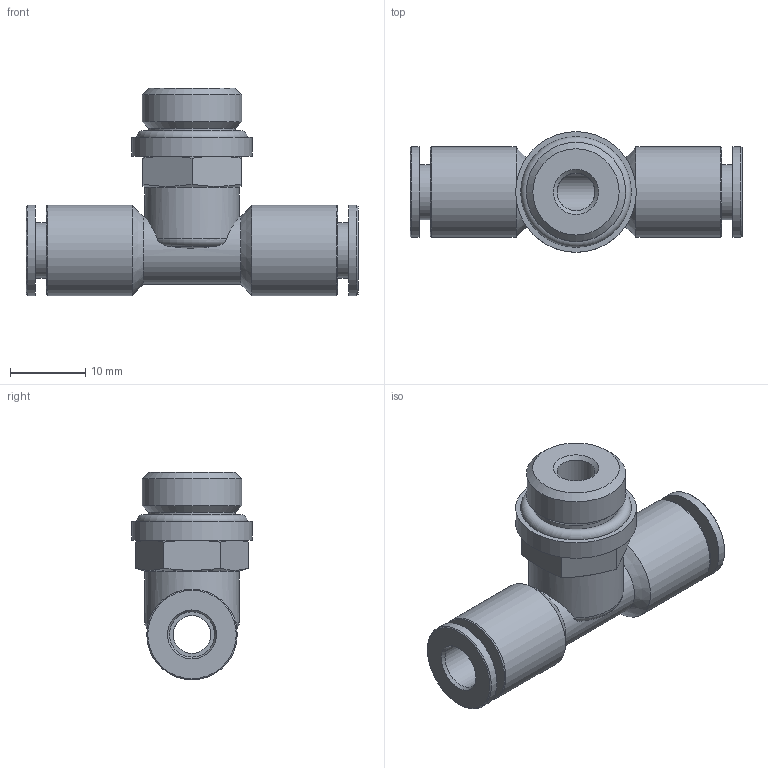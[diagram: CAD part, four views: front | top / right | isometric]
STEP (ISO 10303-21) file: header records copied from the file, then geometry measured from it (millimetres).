
FILE_DESCRIPTION(/* description */ ('STEP AP214'),/* implementation_level */ '2;1');
FILE_NAME(/* name */ '558739_NPQM-T-G14-Q6-P10',/* time_stamp */ '2024-09-13T06:42:13+02:00',/* author */ ('License CC BY-ND 4.0'),/* organization */ ('CADENAS'),/* preprocessor_version */ 'ST-DEVELOPER v19.3',/* originating_system */ 'PARTsolutions',/* authorisation */ ' ');
FILE_SCHEMA (('AUTOMOTIVE_DESIGN {1 0 10303 214 3 1 1}'));
Length unit declared in the file: millimetre
Products named in the file (1): 558739 NPQM-T-G14-Q6-P10
Bounding box: 44 x 16 x 27.5 mm (x, y, z)
Volume: 5131.5 mm3; surface area: 4047.9 mm2
Topology: 1 solids, 1 shells, 59 faces, 120 edges, 72 vertices
Faces by surface type: cone 24, plane 17, cylinder 15, torus 3
Full cylindrical faces by diameter (mm): 5 x2, 6 x2, 7.3 x2, 9 x1, 11.445 x1, 12 x4, 12.5 x1, 13.157 x1, 16 x1
Entity records: 1841 total; most frequent: CARTESIAN_POINT 314, DIRECTION 232, ORIENTED_EDGE 170, AXIS2_PLACEMENT_3D 113, EDGE_LOOP 104, FACE_BOUND 104, EDGE_CURVE 85, VERTEX_POINT 69
